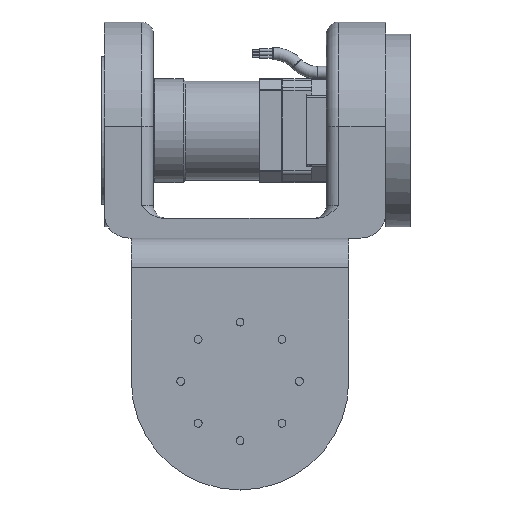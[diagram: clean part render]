
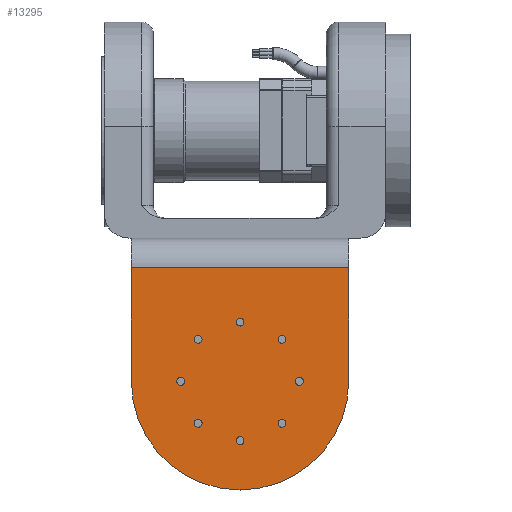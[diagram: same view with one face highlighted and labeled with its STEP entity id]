
A CAD part, left-side view. The second image highlights one B-rep face of the part: STEP entity #13295.
In plain terms, the highlighted planar face has unit normal (-1, 0, 0).
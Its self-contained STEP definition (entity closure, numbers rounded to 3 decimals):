
#654=FACE_BOUND('',#2490,.T.);
#655=FACE_BOUND('',#2491,.T.);
#656=FACE_BOUND('',#2492,.T.);
#657=FACE_BOUND('',#2493,.T.);
#658=FACE_BOUND('',#2494,.T.);
#659=FACE_BOUND('',#2495,.T.);
#660=FACE_BOUND('',#2496,.T.);
#661=FACE_BOUND('',#2497,.T.);
#919=CIRCLE('',#14181,44.);
#929=CIRCLE('',#14195,1.6);
#930=CIRCLE('',#14196,1.6);
#931=CIRCLE('',#14197,1.6);
#932=CIRCLE('',#14198,1.6);
#933=CIRCLE('',#14199,1.6);
#934=CIRCLE('',#14200,1.6);
#935=CIRCLE('',#14201,1.6);
#936=CIRCLE('',#14202,1.6);
#1722=FACE_OUTER_BOUND('',#2489,.T.);
#2489=EDGE_LOOP('',(#9369,#9370,#9371,#9372));
#2490=EDGE_LOOP('',(#9373));
#2491=EDGE_LOOP('',(#9374));
#2492=EDGE_LOOP('',(#9375));
#2493=EDGE_LOOP('',(#9376));
#2494=EDGE_LOOP('',(#9377));
#2495=EDGE_LOOP('',(#9378));
#2496=EDGE_LOOP('',(#9379));
#2497=EDGE_LOOP('',(#9380));
#3380=LINE('',#19853,#4600);
#3385=LINE('',#19866,#4605);
#3386=LINE('',#19867,#4606);
#4600=VECTOR('',#15948,10.);
#4605=VECTOR('',#15959,10.);
#4606=VECTOR('',#15960,10.);
#5866=VERTEX_POINT('',#19818);
#5868=VERTEX_POINT('',#19821);
#5881=VERTEX_POINT('',#19851);
#5886=VERTEX_POINT('',#19865);
#5887=VERTEX_POINT('',#19868);
#5888=VERTEX_POINT('',#19870);
#5889=VERTEX_POINT('',#19872);
#5890=VERTEX_POINT('',#19874);
#5891=VERTEX_POINT('',#19876);
#5892=VERTEX_POINT('',#19878);
#5893=VERTEX_POINT('',#19880);
#5894=VERTEX_POINT('',#19882);
#7199=EDGE_CURVE('',#5868,#5866,#919,.T.);
#7214=EDGE_CURVE('',#5866,#5881,#3380,.T.);
#7221=EDGE_CURVE('',#5886,#5881,#3385,.T.);
#7222=EDGE_CURVE('',#5886,#5868,#3386,.T.);
#7223=EDGE_CURVE('',#5887,#5887,#929,.T.);
#7224=EDGE_CURVE('',#5888,#5888,#930,.T.);
#7225=EDGE_CURVE('',#5889,#5889,#931,.T.);
#7226=EDGE_CURVE('',#5890,#5890,#932,.T.);
#7227=EDGE_CURVE('',#5891,#5891,#933,.T.);
#7228=EDGE_CURVE('',#5892,#5892,#934,.T.);
#7229=EDGE_CURVE('',#5893,#5893,#935,.T.);
#7230=EDGE_CURVE('',#5894,#5894,#936,.T.);
#9369=ORIENTED_EDGE('',*,*,#7221,.F.);
#9370=ORIENTED_EDGE('',*,*,#7222,.T.);
#9371=ORIENTED_EDGE('',*,*,#7199,.T.);
#9372=ORIENTED_EDGE('',*,*,#7214,.T.);
#9373=ORIENTED_EDGE('',*,*,#7223,.T.);
#9374=ORIENTED_EDGE('',*,*,#7224,.T.);
#9375=ORIENTED_EDGE('',*,*,#7225,.T.);
#9376=ORIENTED_EDGE('',*,*,#7226,.T.);
#9377=ORIENTED_EDGE('',*,*,#7227,.T.);
#9378=ORIENTED_EDGE('',*,*,#7228,.T.);
#9379=ORIENTED_EDGE('',*,*,#7229,.T.);
#9380=ORIENTED_EDGE('',*,*,#7230,.T.);
#12779=PLANE('',#14194);
#13295=ADVANCED_FACE('',(#1722,#654,#655,#656,#657,#658,#659,#660,#661),
#12779,.T.);
#14181=AXIS2_PLACEMENT_3D('',#19822,#15919,#15920);
#14194=AXIS2_PLACEMENT_3D('',#19864,#15957,#15958);
#14195=AXIS2_PLACEMENT_3D('',#19869,#15961,#15962);
#14196=AXIS2_PLACEMENT_3D('',#19871,#15963,#15964);
#14197=AXIS2_PLACEMENT_3D('',#19873,#15965,#15966);
#14198=AXIS2_PLACEMENT_3D('',#19875,#15967,#15968);
#14199=AXIS2_PLACEMENT_3D('',#19877,#15969,#15970);
#14200=AXIS2_PLACEMENT_3D('',#19879,#15971,#15972);
#14201=AXIS2_PLACEMENT_3D('',#19881,#15973,#15974);
#14202=AXIS2_PLACEMENT_3D('',#19883,#15975,#15976);
#15919=DIRECTION('center_axis',(-1.,0.,0.));
#15920=DIRECTION('ref_axis',(0.,-1.,0.));
#15948=DIRECTION('',(0.,0.,1.));
#15957=DIRECTION('center_axis',(-1.,0.,0.));
#15958=DIRECTION('ref_axis',(0.,-1.,0.));
#15959=DIRECTION('',(0.,-1.,0.));
#15960=DIRECTION('',(0.,0.,-1.));
#15961=DIRECTION('center_axis',(1.,0.,0.));
#15962=DIRECTION('ref_axis',(0.,-0.707,0.707));
#15963=DIRECTION('center_axis',(1.,0.,0.));
#15964=DIRECTION('ref_axis',(0.,0.,
1.));
#15965=DIRECTION('center_axis',(1.,0.,0.));
#15966=DIRECTION('ref_axis',(0.,0.707,0.707));
#15967=DIRECTION('center_axis',(1.,0.,0.));
#15968=DIRECTION('ref_axis',(0.,1.,0.));
#15969=DIRECTION('center_axis',(1.,0.,0.));
#15970=DIRECTION('ref_axis',(0.,0.707,-0.707));
#15971=DIRECTION('center_axis',(1.,0.,0.));
#15972=DIRECTION('ref_axis',(0.,0.,
-1.));
#15973=DIRECTION('center_axis',(1.,0.,0.));
#15974=DIRECTION('ref_axis',(0.,-0.707,-0.707));
#15975=DIRECTION('center_axis',(1.,0.,0.));
#15976=DIRECTION('ref_axis',(0.,-1.,0.));
#19818=CARTESIAN_POINT('',(-342.,1.,628.3));
#19821=CARTESIAN_POINT('',(-342.,89.,628.3));
#19822=CARTESIAN_POINT('Origin',(-342.,45.,628.3));
#19851=CARTESIAN_POINT('',(-342.,1.,674.3));
#19853=CARTESIAN_POINT('',(-342.,1.,628.3));
#19864=CARTESIAN_POINT('Origin',(-342.,89.,676.3));
#19865=CARTESIAN_POINT('',(-342.,89.,674.3));
#19866=CARTESIAN_POINT('',(-342.,67.,674.3));
#19867=CARTESIAN_POINT('',(-342.,89.,676.3));
#19868=CARTESIAN_POINT('',(-342.,29.161,610.198));
#19869=CARTESIAN_POINT('Origin',(-342.,28.029,611.329));
#19870=CARTESIAN_POINT('',(-342.,21.,626.7));
#19871=CARTESIAN_POINT('Origin',(-342.,21.,628.3));
#19872=CARTESIAN_POINT('',(-342.,26.898,644.139));
#19873=CARTESIAN_POINT('Origin',(-342.,28.029,645.271));
#19874=CARTESIAN_POINT('',(-342.,43.4,652.3));
#19875=CARTESIAN_POINT('Origin',(-342.,45.,652.3));
#19876=CARTESIAN_POINT('',(-342.,60.839,646.402));
#19877=CARTESIAN_POINT('Origin',(-342.,61.971,645.271));
#19878=CARTESIAN_POINT('',(-342.,69.,629.9));
#19879=CARTESIAN_POINT('Origin',(-342.,69.,628.3));
#19880=CARTESIAN_POINT('',(-342.,63.102,612.461));
#19881=CARTESIAN_POINT('Origin',(-342.,61.971,611.329));
#19882=CARTESIAN_POINT('',(-342.,46.6,604.3));
#19883=CARTESIAN_POINT('Origin',(-342.,45.,604.3));
